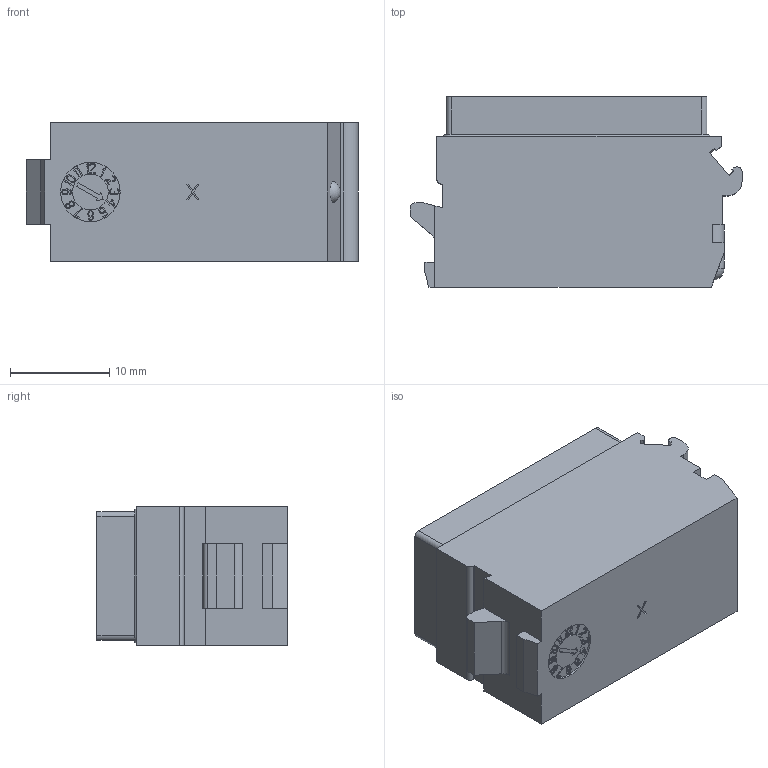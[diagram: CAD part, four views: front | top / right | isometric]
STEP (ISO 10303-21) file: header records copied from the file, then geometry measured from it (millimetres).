
FILE_DESCRIPTION((''),'2;1');
FILE_NAME('00175520402','2019-10-30T',('presta_be4'),(''),'CREO PARAMETRIC BY PTC INC, 2018360','CREO PARAMETRIC BY PTC INC, 2018360','');
FILE_SCHEMA(('CONFIG_CONTROL_DESIGN'));
Products named in the file (1): 00175520402
Bounding box: 33.5 x 19.21 x 14 mm (x, y, z)
Volume: 4706.3 mm3; surface area: 5493 mm2
Topology: 1 solids, 1 shells, 2194 faces, 5530 edges, 3442 vertices
Faces by surface type: plane 1220, torus 396, cylinder 389, cone 188, sphere 1
Entity records: 65503 total; most frequent: CARTESIAN_POINT 12088, DIRECTION 11201, ORIENTED_EDGE 11060, EDGE_CURVE 5530, VECTOR 3907, LINE 3907, AXIS2_PLACEMENT_3D 3647, VERTEX_POINT 3442
